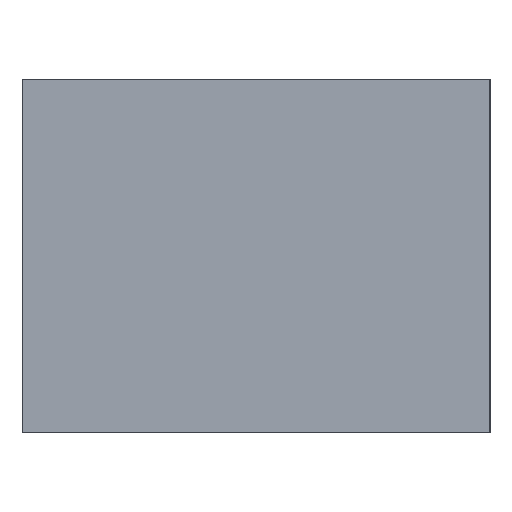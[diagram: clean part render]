
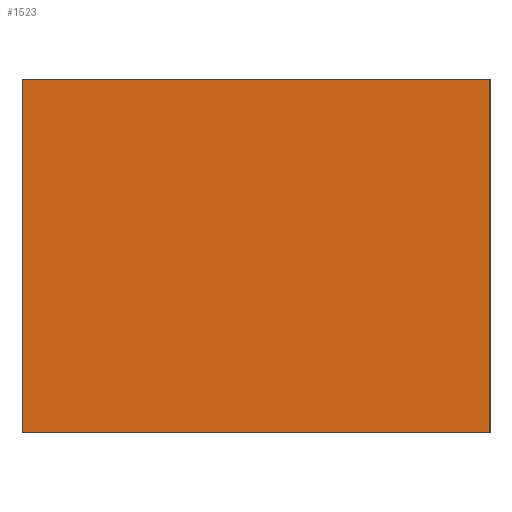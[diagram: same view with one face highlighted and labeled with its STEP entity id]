
A CAD part, left-side view. The second image highlights one B-rep face of the part: STEP entity #1523.
In plain terms, the highlighted planar face has unit normal (-1, 0, 0).
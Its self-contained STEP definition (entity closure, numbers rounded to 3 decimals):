
#94=PLANE('',#1686);
#174=FACE_OUTER_BOUND('',#287,.T.);
#287=EDGE_LOOP('',(#1401,#1402,#1403,#1404));
#487=LINE('',#2543,#627);
#492=LINE('',#2552,#632);
#495=LINE('',#2558,#635);
#497=LINE('',#2561,#637);
#627=VECTOR('',#2107,10.);
#632=VECTOR('',#2114,10.);
#635=VECTOR('',#2119,10.);
#637=VECTOR('',#2123,10.);
#771=VERTEX_POINT('',#2540);
#772=VERTEX_POINT('',#2542);
#775=VERTEX_POINT('',#2550);
#777=VERTEX_POINT('',#2556);
#978=EDGE_CURVE('',#772,#771,#487,.T.);
#983=EDGE_CURVE('',#771,#775,#492,.T.);
#986=EDGE_CURVE('',#775,#777,#495,.T.);
#988=EDGE_CURVE('',#777,#772,#497,.T.);
#1401=ORIENTED_EDGE('',*,*,#983,.T.);
#1402=ORIENTED_EDGE('',*,*,#986,.T.);
#1403=ORIENTED_EDGE('',*,*,#988,.T.);
#1404=ORIENTED_EDGE('',*,*,#978,.T.);
#1523=ADVANCED_FACE('',(#174),#94,.F.);
#1686=AXIS2_PLACEMENT_3D('',#2562,#2124,#2125);
#2107=DIRECTION('',(0.,1.,0.));
#2114=DIRECTION('',(0.,0.,-1.));
#2119=DIRECTION('',(0.,-1.,0.));
#2123=DIRECTION('',(0.,0.,1.));
#2124=DIRECTION('center_axis',(1.,0.,0.));
#2125=DIRECTION('ref_axis',(0.,1.,0.));
#2540=CARTESIAN_POINT('',(-3000.,730.,800.));
#2542=CARTESIAN_POINT('',(-3000.,-770.,800.));
#2543=CARTESIAN_POINT('',(-3000.,-770.,800.));
#2550=CARTESIAN_POINT('',(-3000.,730.,-334.));
#2552=CARTESIAN_POINT('',(-3000.,730.,800.));
#2556=CARTESIAN_POINT('',(-3000.,-770.,-334.));
#2558=CARTESIAN_POINT('',(-3000.,730.,-334.));
#2561=CARTESIAN_POINT('',(-3000.,-770.,-404.));
#2562=CARTESIAN_POINT('Origin',(-3000.,-20.,233.));
